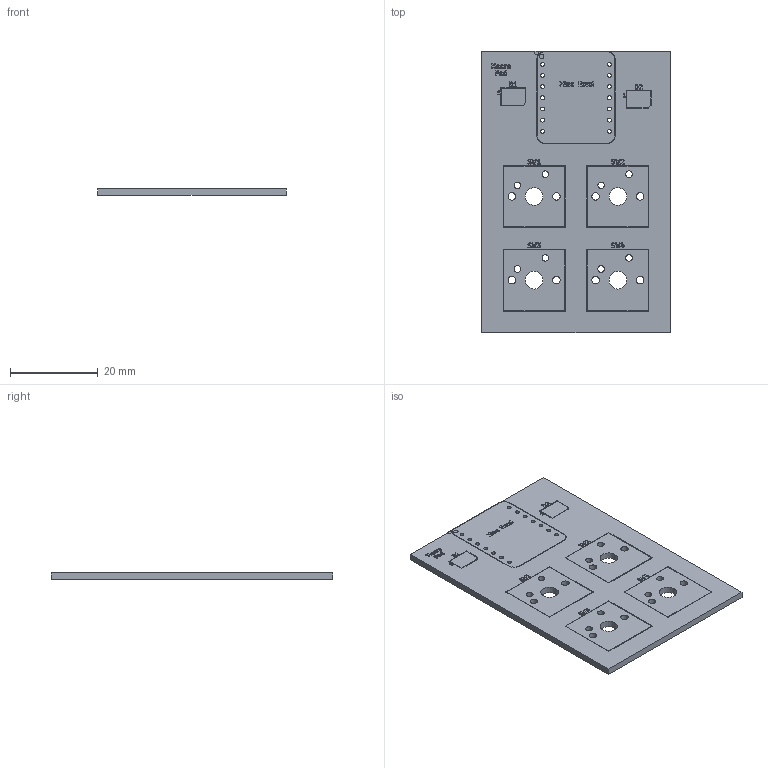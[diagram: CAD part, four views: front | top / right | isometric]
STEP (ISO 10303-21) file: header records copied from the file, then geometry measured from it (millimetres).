
FILE_DESCRIPTION(('KiCad electronic assembly'),'2;1');
FILE_NAME('Official 1.step','2025-12-17T17:55:11',('Pcbnew'),('Kicad'), 'Open CASCADE STEP processor 7.9','KiCad to STEP converter','Unknown' );
FILE_SCHEMA(('AUTOMOTIVE_DESIGN { 1 0 10303 214 1 1 1 1 }'));
Length unit declared in the file: millimetre
Products named in the file (3): Official 1 1; Official 1_silkscreen; Official 1_PCB
Assembly tree (2 placements, depth 2):
  Official 1 1
    Official 1_silkscreen
    Official 1_PCB
Bounding box: 42.86 x 63.96 x 1.58 mm (x, y, z)
Volume: 4001.6 mm3; surface area: 5934 mm2
Topology: 1 solids, 47 shells, 86 faces, 954 edges, 916 vertices
Faces by surface type: plane 52, cylinder 34
Full cylindrical faces by diameter (mm): 0.889 x14, 1.5 x8, 1.7 x8, 4 x4
Entity records: 9370 total; most frequent: CARTESIAN_POINT 1959, DIRECTION 1401, ORIENTED_EDGE 1068, EDGE_CURVE 954, VERTEX_POINT 916, LINE 685, VECTOR 685, AXIS2_PLACEMENT_3D 358
